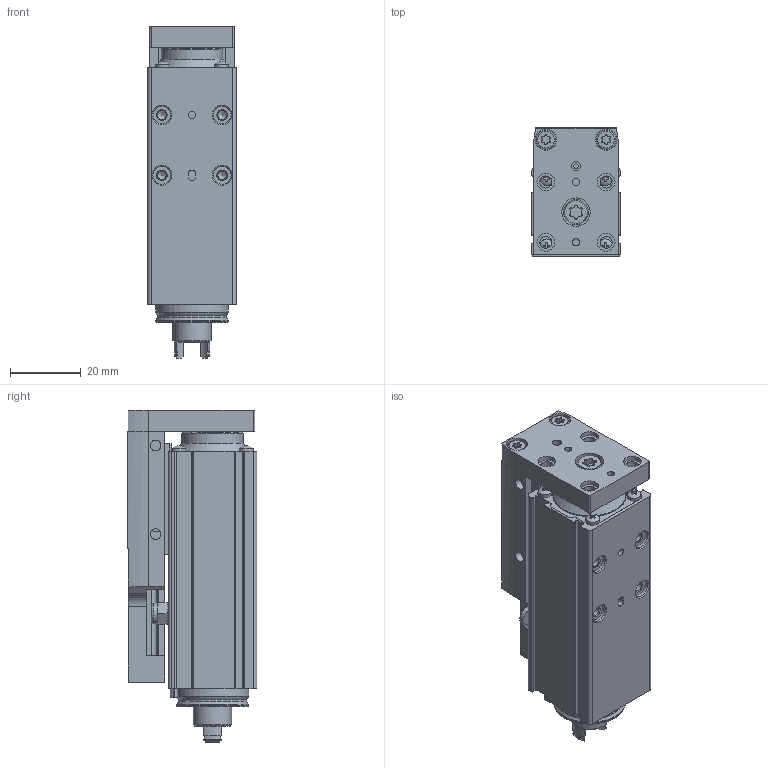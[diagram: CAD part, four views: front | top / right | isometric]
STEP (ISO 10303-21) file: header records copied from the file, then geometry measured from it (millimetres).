
FILE_DESCRIPTION( ( 'STEP AP214' ), '1' );
FILE_NAME( '8048310_EGSC-BS-KF-25-25-6P.stp', '2019-08-20T06:24:40', ( '' ), ( '' ), ' ', 'PARTsolutions', ' ' );
FILE_SCHEMA( ( 'AUTOMOTIVE_DESIGN { 1 0 10303 214 1 1 1 1 }' ) );
Length unit declared in the file: millimetre
Products named in the file (7): 8048310 EGSC-BS-KF-25-25-6P---(0); HI_4448205 EGSC-BS-KF-25---(25_P); _1206621 AMTE-M-H-M5; HI_8048312 EGSC-BS-KF-25---(S_25); _4826541 EAMC-10-GS5-D4x7-A(egsc); HI_ISO 14579 M2x8(F); _F-M1.6x5-10.9_bolt
Assembly tree (6 placements, depth 2):
  8048310 EGSC-BS-KF-25-25-6P---(0)
    HI_4448205 EGSC-BS-KF-25---(25_P)
    _1206621 AMTE-M-H-M5
    HI_8048312 EGSC-BS-KF-25---(S_25)
    _4826541 EAMC-10-GS5-D4x7-A(egsc)
    HI_ISO 14579 M2x8(F)
    _F-M1.6x5-10.9_bolt
Bounding box: 25 x 36.5 x 93.6 mm (x, y, z)
Volume: 59675.6 mm3; surface area: 29063.4 mm2
Topology: 6 solids, 6 shells, 526 faces, 1320 edges, 853 vertices
Faces by surface type: plane 237, cylinder 217, cone 58, torus 10, sphere 4
Full cylindrical faces by diameter (mm): 1.221 x3, 1.3 x1, 1.567 x1, 1.6 x1, 1.8 x1, 2 x10, 2.459 x8, 2.5 x2, 3 x4, 3.3 x1, 3.4 x4, 3.5 x1, 3.8 x1, 3.9 x4, 3.964 x1, 4.134 x1, 4.35 x2, 5 x9, 5.5 x2, 5.8 x1, 6 x6, 8 x1, 8.7 x2, 13 x1, 15 x1, 17.4 x2, 20.3 x1, 20.5 x1, 20.6 x1, 20.8 x1
Entity records: 19780 total; most frequent: CARTESIAN_POINT 3052, DIRECTION 2698, ORIENTED_EDGE 2350, EDGE_CURVE 1175, AXIS2_PLACEMENT_3D 1065, VERTEX_POINT 837, EDGE_LOOP 740, FACE_OUTER_BOUND 615
